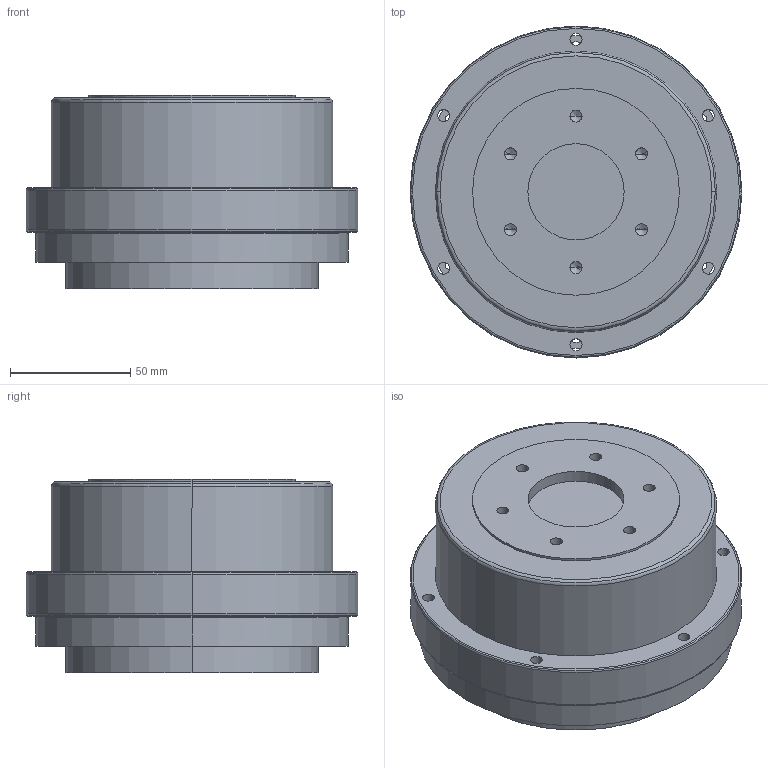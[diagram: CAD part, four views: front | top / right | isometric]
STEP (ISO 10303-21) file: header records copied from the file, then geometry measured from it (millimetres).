
FILE_DESCRIPTION((''),'2;1');
FILE_NAME('00','2022-06-10T14:01:40',('Administrator'),(''),'CREO PARAMETRIC BY PTC INC, 2019010','CREO PARAMETRIC BY PTC INC, 2019010','');
FILE_SCHEMA(('CONFIG_CONTROL_DESIGN'));
Length unit declared in the file: millimetre
Products named in the file (1): 00
Bounding box: 138 x 138 x 80.5 mm (x, y, z)
Volume: 894423.6 mm3; surface area: 83397.6 mm2
Topology: 1 solids, 1 shells, 121 faces, 318 edges, 186 vertices
Faces by surface type: cylinder 63, cone 32, plane 14, torus 12
Entity records: 3732 total; most frequent: CARTESIAN_POINT 699, DIRECTION 690, ORIENTED_EDGE 572, AXIS2_PLACEMENT_3D 293, EDGE_CURVE 286, VERTEX_POINT 186, CIRCLE 172, EDGE_LOOP 164
